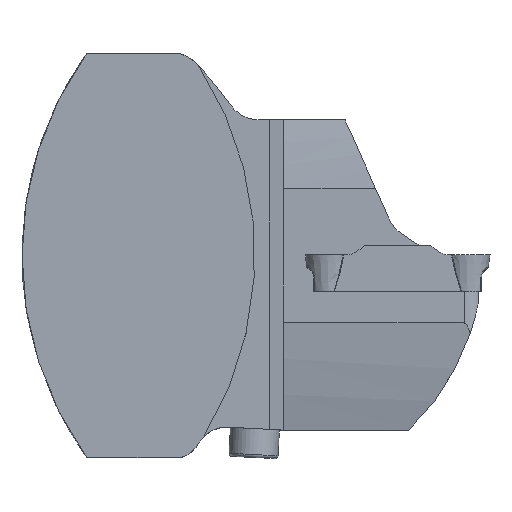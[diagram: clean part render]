
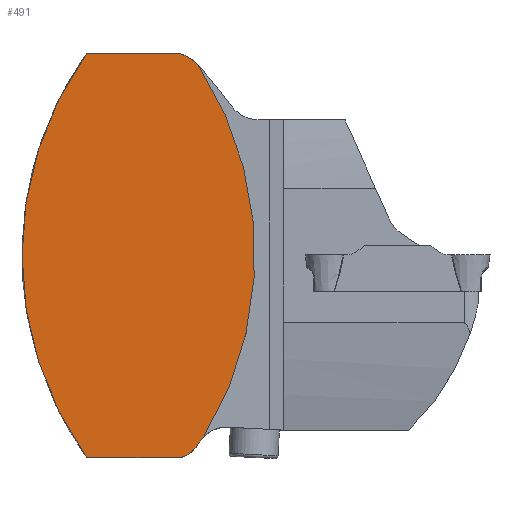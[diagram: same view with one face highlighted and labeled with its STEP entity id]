
A CAD part, top view. The second image highlights one B-rep face of the part: STEP entity #491.
In plain terms, the highlighted planar face has unit normal (0, 0, 1).
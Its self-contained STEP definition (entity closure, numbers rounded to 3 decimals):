
#160=CIRCLE('',#1657,60.25);
#161=CIRCLE('',#1660,60.25);
#162=CIRCLE('',#1663,6.5);
#163=CIRCLE('',#1665,60.5);
#165=CIRCLE('',#1668,5.);
#167=CIRCLE('',#1671,5.5);
#199=PLANE('',#1697);
#251=FACE_OUTER_BOUND('',#609,.T.);
#316=LINE('',#2326,#393);
#319=LINE('',#2337,#396);
#393=VECTOR('',#1822,1.);
#396=VECTOR('',#1833,1.);
#491=ADVANCED_FACE('',(#251),#199,.T.);
#609=EDGE_LOOP('',(#881,#882,#883,#884,#885,#886,#887,#888));
#881=ORIENTED_EDGE('',*,*,#1307,.F.);
#882=ORIENTED_EDGE('',*,*,#1298,.T.);
#883=ORIENTED_EDGE('',*,*,#1320,.T.);
#884=ORIENTED_EDGE('',*,*,#1323,.T.);
#885=ORIENTED_EDGE('',*,*,#1302,.T.);
#886=ORIENTED_EDGE('',*,*,#1314,.F.);
#887=ORIENTED_EDGE('',*,*,#1311,.F.);
#888=ORIENTED_EDGE('',*,*,#1303,.F.);
#1137=VERTEX_POINT('',#2320);
#1140=VERTEX_POINT('',#2325);
#1142=VERTEX_POINT('',#2330);
#1144=VERTEX_POINT('',#2334);
#1145=VERTEX_POINT('',#2338);
#1146=VERTEX_POINT('',#2339);
#1151=VERTEX_POINT('',#2360);
#1156=VERTEX_POINT('',#2384);
#1298=EDGE_CURVE('',#1137,#1140,#316,.T.);
#1302=EDGE_CURVE('',#1142,#1144,#160,.T.);
#1303=EDGE_CURVE('',#1145,#1146,#319,.T.);
#1307=EDGE_CURVE('',#1137,#1145,#161,.T.);
#1311=EDGE_CURVE('',#1146,#1151,#162,.T.);
#1314=EDGE_CURVE('',#1151,#1144,#163,.T.);
#1320=EDGE_CURVE('',#1140,#1156,#165,.T.);
#1323=EDGE_CURVE('',#1156,#1142,#167,.T.);
#1657=AXIS2_PLACEMENT_3D('',#2335,#1829,#1830);
#1660=AXIS2_PLACEMENT_3D('',#2346,#1839,#1840);
#1663=AXIS2_PLACEMENT_3D('',#2359,#1845,#1846);
#1665=AXIS2_PLACEMENT_3D('',#2368,#1850,#1851);
#1668=AXIS2_PLACEMENT_3D('',#2385,#1858,#1859);
#1671=AXIS2_PLACEMENT_3D('',#2392,#1864,#1865);
#1697=AXIS2_PLACEMENT_3D('',#2554,#1935,#1936);
#1822=DIRECTION('',(1.,0.,0.));
#1829=DIRECTION('',(0.,0.,1.));
#1830=DIRECTION('',(1.,0.,0.));
#1833=DIRECTION('',(1.,0.,0.));
#1839=DIRECTION('',(0.,0.,-1.));
#1840=DIRECTION('',(1.,0.,0.));
#1845=DIRECTION('',(0.,0.,-1.));
#1846=DIRECTION('',(1.,0.,0.));
#1850=DIRECTION('',(0.,0.,-1.));
#1851=DIRECTION('',(1.,0.,0.));
#1858=DIRECTION('',(0.,0.,1.));
#1859=DIRECTION('',(1.,0.,0.));
#1864=DIRECTION('',(0.,0.,-1.));
#1865=DIRECTION('',(1.,0.,0.));
#1935=DIRECTION('',(0.,0.,1.));
#1936=DIRECTION('',(-1.,0.,0.));
#2320=CARTESIAN_POINT('',(-8.891,-35.,0.));
#2325=CARTESIAN_POINT('',(7.5,-35.,0.));
#2326=CARTESIAN_POINT('',(56.525,-35.,0.));
#2330=CARTESIAN_POINT('',(11.487,-31.292,0.));
#2334=CARTESIAN_POINT('',(10.473,32.902,0.));
#2335=CARTESIAN_POINT('',(-40.,0.,0.));
#2337=CARTESIAN_POINT('',(56.525,35.,0.));
#2338=CARTESIAN_POINT('',(-8.891,35.,0.));
#2339=CARTESIAN_POINT('',(7.1,35.,0.));
#2346=CARTESIAN_POINT('',(40.15,0.,0.));
#2359=CARTESIAN_POINT('',(5.5,28.7,0.));
#2360=CARTESIAN_POINT('',(10.204,33.186,0.));
#2368=CARTESIAN_POINT('',(-33.578,-8.568,0.));
#2384=CARTESIAN_POINT('',(10.484,-32.604,0.));
#2385=CARTESIAN_POINT('',(6.1,-30.2,0.));
#2392=CARTESIAN_POINT('',(15.306,-35.249,0.));
#2554=CARTESIAN_POINT('',(0.,0.,0.));
